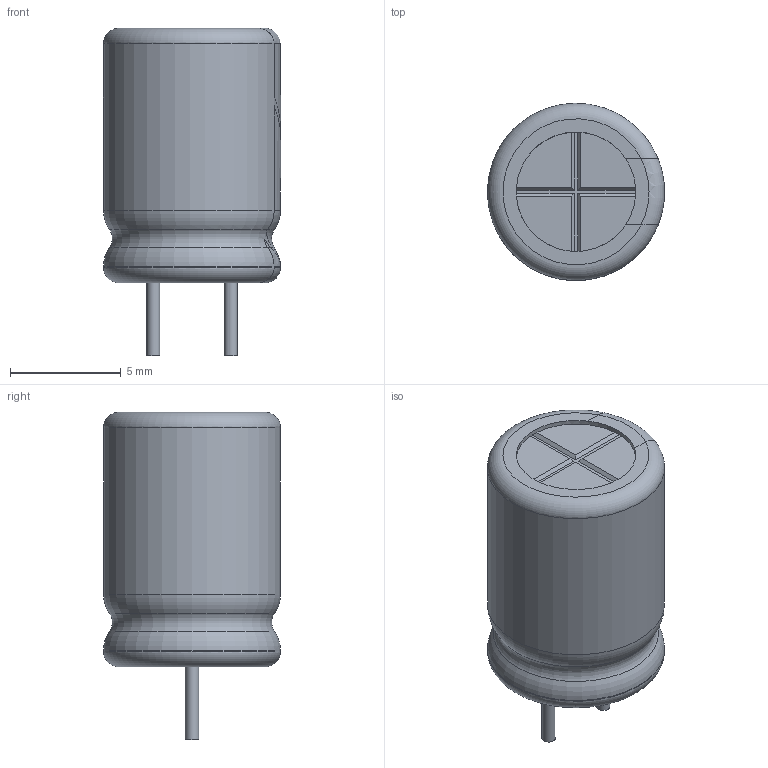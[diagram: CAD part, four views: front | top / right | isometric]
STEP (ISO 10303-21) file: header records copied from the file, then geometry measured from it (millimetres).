
FILE_DESCRIPTION((' '),'2;1');
FILE_NAME( 'CAPPRD350W60D800H1150.stp', '2022-09-09T16:11:33', (' '), ('--- Datakit www.datakit.com---'), ' Datakit CrossCadWare V2022.3 Jun 15 2022', 'DATAKIT 2022 (c)', ' ');
FILE_SCHEMA(('AP242_MANAGED_MODEL_BASED_3D_ENGINEERING_MIM_LF { 1 0 10303 442 1 1 4 }'));
Length unit declared in the file: millimetre
Products named in the file (1): CAPPRD350W60D800H1150
Bounding box: 8 x 8 x 14.8 mm (x, y, z)
Volume: 323.4 mm3; surface area: 614.9 mm2
Topology: 1 solids, 2 shells, 83 faces, 218 edges, 142 vertices
Faces by surface type: plane 52, cylinder 14, torus 13, bspline 4
Full cylindrical faces by diameter (mm): 0.6 x2, 5.4 x3, 8 x1
Entity records: 3288 total; most frequent: CARTESIAN_POINT 1225, ORIENTED_EDGE 418, DIRECTION 368, EDGE_CURVE 209, VERTEX_POINT 139, AXIS2_PLACEMENT_3D 136, VECTOR 96, LINE 96
